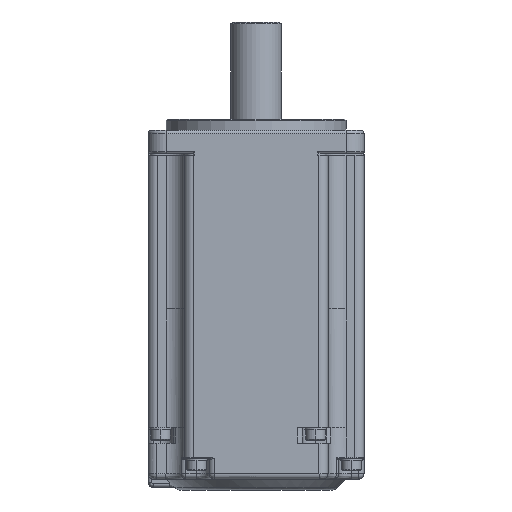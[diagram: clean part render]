
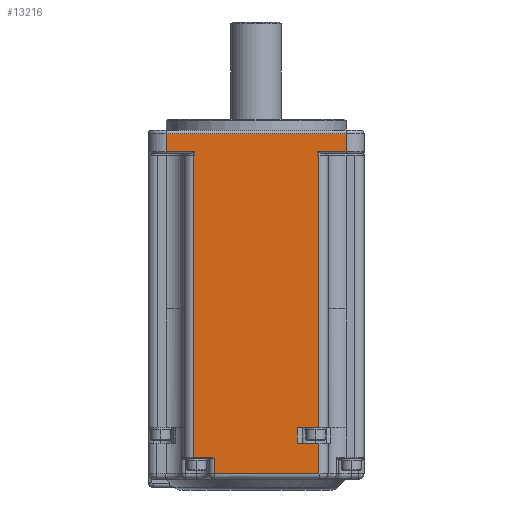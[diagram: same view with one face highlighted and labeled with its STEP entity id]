
A CAD part, front view. The second image highlights one B-rep face of the part: STEP entity #13216.
In plain terms, the highlighted planar face has unit normal (0, -1, 0).
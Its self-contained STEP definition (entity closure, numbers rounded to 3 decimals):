
#479=CARTESIAN_POINT('',(-125.,-30.,-18.1));
#480=VERTEX_POINT('',#479);
#481=CARTESIAN_POINT('',(-125.,-30.,-23.1));
#482=VERTEX_POINT('',#481);
#483=CARTESIAN_POINT('',(-125.,-30.,-18.1));
#484=DIRECTION('',(0.,0.,-1.));
#485=VECTOR('',#484,5.);
#486=LINE('',#483,#485);
#487=EDGE_CURVE('',#480,#482,#486,.T.);
#691=CARTESIAN_POINT('',(-175.,-30.,-23.1));
#692=VERTEX_POINT('',#691);
#700=CARTESIAN_POINT('',(-175.,-30.,-18.1));
#701=VERTEX_POINT('',#700);
#702=CARTESIAN_POINT('',(-175.,-30.,-23.1));
#703=DIRECTION('',(0.,0.,1.));
#704=VECTOR('',#703,5.);
#705=LINE('',#702,#704);
#706=EDGE_CURVE('',#692,#701,#705,.T.);
#894=CARTESIAN_POINT('',(-133.,-30.,-23.1));
#895=VERTEX_POINT('',#894);
#904=CARTESIAN_POINT('',(-133.,-30.,-24.1));
#905=VERTEX_POINT('',#904);
#906=CARTESIAN_POINT('',(-133.,-30.,-23.1));
#907=DIRECTION('',(0.,0.,-1.));
#908=VECTOR('',#907,1.);
#909=LINE('',#906,#908);
#910=EDGE_CURVE('',#895,#905,#909,.T.);
#951=CARTESIAN_POINT('',(-125.,-30.,-23.1));
#952=DIRECTION('',(-1.,0.,0.));
#953=VECTOR('',#952,8.);
#954=LINE('',#951,#953);
#955=EDGE_CURVE('',#482,#895,#954,.T.);
#974=CARTESIAN_POINT('',(-175.,-30.,-18.1));
#975=DIRECTION('',(1.,0.,0.));
#976=VECTOR('',#975,50.);
#977=LINE('',#974,#976);
#978=EDGE_CURVE('',#701,#480,#977,.T.);
#1005=CARTESIAN_POINT('',(-167.,-30.,-23.1));
#1006=VERTEX_POINT('',#1005);
#1015=CARTESIAN_POINT('',(-167.,-30.,-23.1));
#1016=DIRECTION('',(-1.,0.,0.));
#1017=VECTOR('',#1016,8.);
#1018=LINE('',#1015,#1017);
#1019=EDGE_CURVE('',#1006,#692,#1018,.T.);
#1067=CARTESIAN_POINT('',(-167.,-30.,-24.1));
#1068=VERTEX_POINT('',#1067);
#1078=CARTESIAN_POINT('',(-167.,-30.,-24.1));
#1079=DIRECTION('',(0.,0.,1.));
#1080=VECTOR('',#1079,1.);
#1081=LINE('',#1078,#1080);
#1082=EDGE_CURVE('',#1068,#1006,#1081,.T.);
#10925=CARTESIAN_POINT('',(-132.5,-30.,-24.1));
#10926=VERTEX_POINT('',#10925);
#10927=CARTESIAN_POINT('',(-133.,-30.,-24.1));
#10928=DIRECTION('',(1.,0.,0.));
#10929=VECTOR('',#10928,0.5);
#10930=LINE('',#10927,#10929);
#10931=EDGE_CURVE('',#905,#10926,#10930,.T.);
#12329=CARTESIAN_POINT('',(-167.5,-30.,-24.1));
#12330=VERTEX_POINT('',#12329);
#12338=CARTESIAN_POINT('',(-167.5,-30.,-24.1));
#12339=DIRECTION('',(1.,0.,0.));
#12340=VECTOR('',#12339,0.5);
#12341=LINE('',#12338,#12340);
#12342=EDGE_CURVE('',#12330,#1068,#12341,.T.);
#13110=CARTESIAN_POINT('',(-167.5,-30.,-108.1));
#13111=VERTEX_POINT('',#13110);
#13119=CARTESIAN_POINT('',(-167.5,-30.,-108.1));
#13120=DIRECTION('',(0.,0.,1.));
#13121=VECTOR('',#13120,84.);
#13122=LINE('',#13119,#13121);
#13123=EDGE_CURVE('',#13111,#12330,#13122,.T.);
#13128=CARTESIAN_POINT('',(-150.,-30.,-65.35));
#13129=DIRECTION('',(0.,0.,-1.));
#13130=DIRECTION('',(0.,-1.,0.));
#13131=AXIS2_PLACEMENT_3D('',#13128,#13130,#13129);
#13132=PLANE('',#13131);
#13133=ORIENTED_EDGE('',*,*,#12342,.F.);
#13134=ORIENTED_EDGE('',*,*,#13123,.F.);
#13135=CARTESIAN_POINT('',(-162.597,-30.,-108.1));
#13136=VERTEX_POINT('',#13135);
#13137=CARTESIAN_POINT('',(-167.5,-30.,-108.1));
#13138=DIRECTION('',(1.,0.,0.));
#13139=VECTOR('',#13138,4.903);
#13140=LINE('',#13137,#13139);
#13141=EDGE_CURVE('',#13111,#13136,#13140,.T.);
#13142=ORIENTED_EDGE('',*,*,#13141,.T.);
#13143=CARTESIAN_POINT('',(-161.5,-30.,-108.3));
#13144=VERTEX_POINT('',#13143);
#13145=CARTESIAN_POINT('',(-162.597,-30.,-108.1));
#13146=CARTESIAN_POINT('',(-162.364,-30.,-108.1));
#13147=CARTESIAN_POINT('',(-161.542,-30.,-108.25));
#13148=CARTESIAN_POINT('',(-161.5,-30.,-108.3));
#13149=B_SPLINE_CURVE_WITH_KNOTS('',3,(#13145,#13146,#13147,#13148),.UNSPECIFIED.,.F.,.U.,(4,4),(0.,1.),.UNSPECIFIED.);
#13150=EDGE_CURVE('',#13136,#13144,#13149,.T.);
#13151=ORIENTED_EDGE('',*,*,#13150,.T.);
#13152=CARTESIAN_POINT('',(-161.5,-30.,-112.6));
#13153=VERTEX_POINT('',#13152);
#13154=CARTESIAN_POINT('',(-161.5,-30.,-108.3));
#13155=DIRECTION('',(0.,0.,-1.));
#13156=VECTOR('',#13155,4.3);
#13157=LINE('',#13154,#13156);
#13158=EDGE_CURVE('',#13144,#13153,#13157,.T.);
#13159=ORIENTED_EDGE('',*,*,#13158,.T.);
#13160=CARTESIAN_POINT('',(-132.5,-30.,-112.6));
#13161=VERTEX_POINT('',#13160);
#13162=CARTESIAN_POINT('',(-161.5,-30.,-112.6));
#13163=DIRECTION('',(1.,0.,0.));
#13164=VECTOR('',#13163,29.);
#13165=LINE('',#13162,#13164);
#13166=EDGE_CURVE('',#13153,#13161,#13165,.T.);
#13167=ORIENTED_EDGE('',*,*,#13166,.T.);
#13168=CARTESIAN_POINT('',(-132.5,-30.,-104.1));
#13169=VERTEX_POINT('',#13168);
#13170=CARTESIAN_POINT('',(-132.5,-30.,-112.6));
#13171=DIRECTION('',(0.,0.,1.));
#13172=VECTOR('',#13171,8.5);
#13173=LINE('',#13170,#13172);
#13174=EDGE_CURVE('',#13161,#13169,#13173,.T.);
#13175=ORIENTED_EDGE('',*,*,#13174,.T.);
#13176=CARTESIAN_POINT('',(-138.5,-30.,-104.1));
#13177=VERTEX_POINT('',#13176);
#13178=CARTESIAN_POINT('',(-132.5,-30.,-104.1));
#13179=DIRECTION('',(-1.,0.,0.));
#13180=VECTOR('',#13179,6.);
#13181=LINE('',#13178,#13180);
#13182=EDGE_CURVE('',#13169,#13177,#13181,.T.);
#13183=ORIENTED_EDGE('',*,*,#13182,.T.);
#13184=CARTESIAN_POINT('',(-138.5,-30.,-99.8));
#13185=VERTEX_POINT('',#13184);
#13186=CARTESIAN_POINT('',(-138.5,-30.,-104.1));
#13187=DIRECTION('',(0.,0.,1.));
#13188=VECTOR('',#13187,4.3);
#13189=LINE('',#13186,#13188);
#13190=EDGE_CURVE('',#13177,#13185,#13189,.T.);
#13191=ORIENTED_EDGE('',*,*,#13190,.T.);
#13192=CARTESIAN_POINT('',(-132.5,-30.,-99.8));
#13193=VERTEX_POINT('',#13192);
#13194=CARTESIAN_POINT('',(-138.5,-30.,-99.8));
#13195=DIRECTION('',(1.,0.,0.));
#13196=VECTOR('',#13195,6.);
#13197=LINE('',#13194,#13196);
#13198=EDGE_CURVE('',#13185,#13193,#13197,.T.);
#13199=ORIENTED_EDGE('',*,*,#13198,.T.);
#13200=CARTESIAN_POINT('',(-132.5,-30.,-99.8));
#13201=DIRECTION('',(0.,0.,1.));
#13202=VECTOR('',#13201,75.7);
#13203=LINE('',#13200,#13202);
#13204=EDGE_CURVE('',#13193,#10926,#13203,.T.);
#13205=ORIENTED_EDGE('',*,*,#13204,.T.);
#13206=ORIENTED_EDGE('',*,*,#10931,.F.);
#13207=ORIENTED_EDGE('',*,*,#910,.F.);
#13208=ORIENTED_EDGE('',*,*,#955,.F.);
#13209=ORIENTED_EDGE('',*,*,#487,.F.);
#13210=ORIENTED_EDGE('',*,*,#978,.F.);
#13211=ORIENTED_EDGE('',*,*,#706,.F.);
#13212=ORIENTED_EDGE('',*,*,#1019,.F.);
#13213=ORIENTED_EDGE('',*,*,#1082,.F.);
#13214=EDGE_LOOP('',(#13133,#13134,#13142,#13151,#13159,#13167,#13175,#13183,#13191,#13199,#13205,#13206,#13207,#13208,#13209,#13210,#13211,#13212,#13213));
#13215=FACE_OUTER_BOUND('',#13214,.T.);
#13216=ADVANCED_FACE('',(#13215),#13132,.T.);
